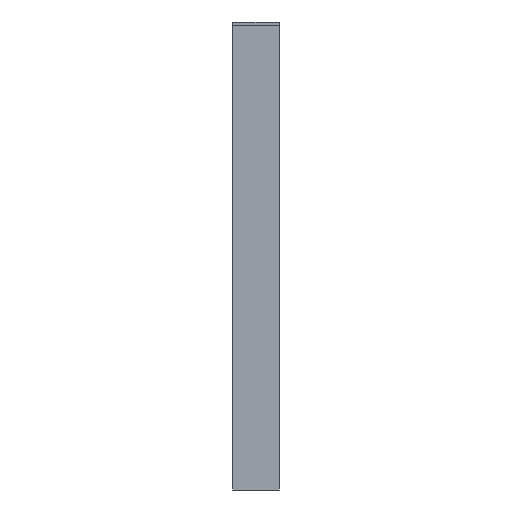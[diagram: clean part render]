
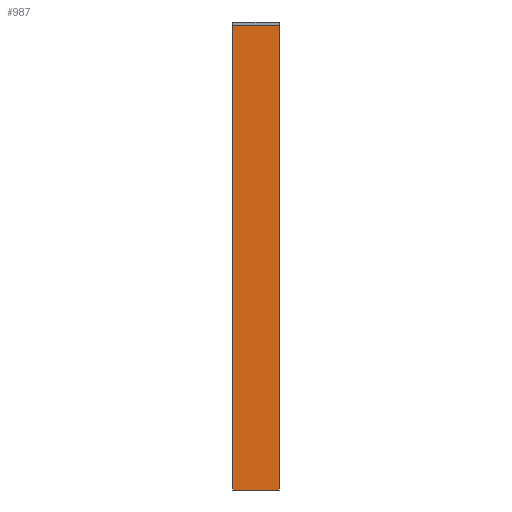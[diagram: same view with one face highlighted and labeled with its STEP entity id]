
A CAD part, left-side view. The second image highlights one B-rep face of the part: STEP entity #987.
In plain terms, the highlighted planar face has unit normal (-1, 0, 0).
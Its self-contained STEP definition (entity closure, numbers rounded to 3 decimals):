
#9 = VECTOR ( 'NONE', #472, 1000. ) ;
#53 = PLANE ( 'NONE',  #493 ) ;
#76 = VECTOR ( 'NONE', #803, 1000. ) ;
#134 = DIRECTION ( 'NONE',  ( 1., 0., 0. ) ) ;
#173 = EDGE_CURVE ( 'NONE', #725, #564, #510, .T. ) ;
#210 = CARTESIAN_POINT ( 'NONE',  ( 92., 10., -198.49 ) ) ;
#211 = LINE ( 'NONE', #383, #9 ) ;
#213 = DIRECTION ( 'NONE',  ( 0., 1., 0. ) ) ;
#219 = CARTESIAN_POINT ( 'NONE',  ( 92., 10., -200. ) ) ;
#247 = EDGE_CURVE ( 'NONE', #564, #811, #336, .T. ) ;
#273 = CARTESIAN_POINT ( 'NONE',  ( 92., -10., -0.01 ) ) ;
#313 = EDGE_CURVE ( 'NONE', #811, #875, #211, .T. ) ;
#336 = LINE ( 'NONE', #672, #804 ) ;
#339 = ORIENTED_EDGE ( 'NONE', *, *, #247, .F. ) ;
#383 = CARTESIAN_POINT ( 'NONE',  ( 92., 10., -198.49 ) ) ;
#389 = CARTESIAN_POINT ( 'NONE',  ( 92., 10., -0.01 ) ) ;
#472 = DIRECTION ( 'NONE',  ( 0., 0., 1. ) ) ;
#493 = AXIS2_PLACEMENT_3D ( 'NONE', #210, #134, #742 ) ;
#510 = LINE ( 'NONE', #727, #76 ) ;
#564 = VERTEX_POINT ( 'NONE', #771 ) ;
#612 = LINE ( 'NONE', #865, #1002 ) ;
#642 = EDGE_CURVE ( 'NONE', #875, #725, #612, .T. ) ;
#672 = CARTESIAN_POINT ( 'NONE',  ( 92., -12.135, -200. ) ) ;
#698 = ORIENTED_EDGE ( 'NONE', *, *, #313, .F. ) ;
#725 = VERTEX_POINT ( 'NONE', #273 ) ;
#727 = CARTESIAN_POINT ( 'NONE',  ( 92., -10., -198.49 ) ) ;
#742 = DIRECTION ( 'NONE',  ( 0., 0., -1. ) ) ;
#771 = CARTESIAN_POINT ( 'NONE',  ( 92., -10., -200. ) ) ;
#803 = DIRECTION ( 'NONE',  ( 0., 0., -1. ) ) ;
#804 = VECTOR ( 'NONE', #213, 1000. ) ;
#811 = VERTEX_POINT ( 'NONE', #219 ) ;
#853 = ORIENTED_EDGE ( 'NONE', *, *, #642, .F. ) ;
#860 = ORIENTED_EDGE ( 'NONE', *, *, #173, .F. ) ;
#865 = CARTESIAN_POINT ( 'NONE',  ( 92., 10., -0.01 ) ) ;
#875 = VERTEX_POINT ( 'NONE', #389 ) ;
#936 = DIRECTION ( 'NONE',  ( 0., -1., 0. ) ) ;
#942 = EDGE_LOOP ( 'NONE', ( #860, #853, #698, #339 ) ) ;
#987 = ADVANCED_FACE ( 'NONE', ( #1046 ), #53, .F. ) ;
#1002 = VECTOR ( 'NONE', #936, 1000. ) ;
#1046 = FACE_OUTER_BOUND ( 'NONE', #942, .T. ) ;
